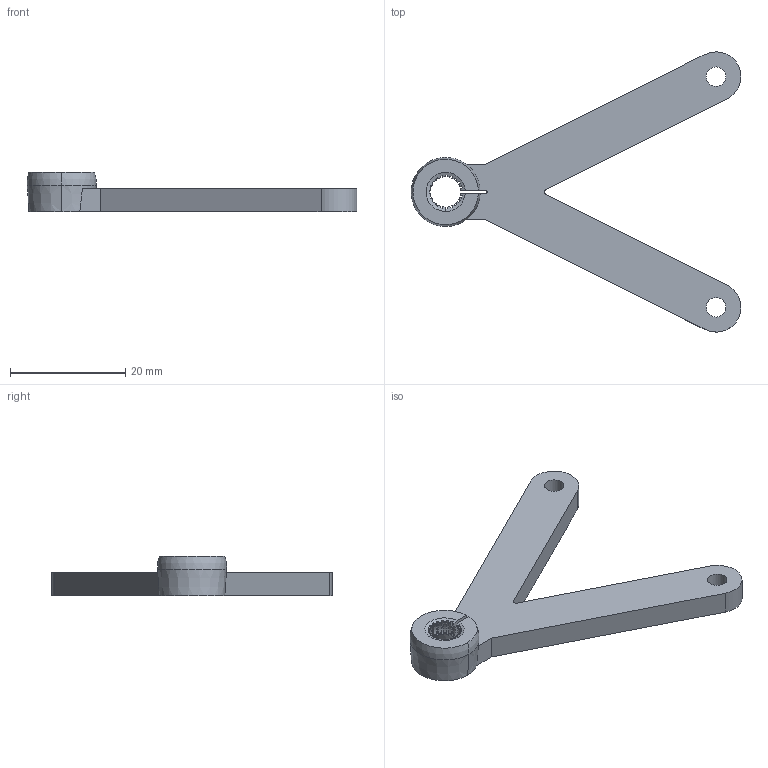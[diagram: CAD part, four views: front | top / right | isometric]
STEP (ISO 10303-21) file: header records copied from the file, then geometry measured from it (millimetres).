
FILE_DESCRIPTION(('FreeCAD Model'),'2;1');
FILE_NAME('Open CASCADE Shape Model','2023-04-23T17:41:22',(''),(''), 'Open CASCADE STEP processor 7.6','FreeCAD','Unknown');
FILE_SCHEMA(('AUTOMOTIVE_DESIGN { 1 0 10303 214 1 1 1 1 }'));
Length unit declared in the file: millimetre
Products named in the file (1): Hole067
Bounding box: 57.18 x 48.58 x 6.93 mm (x, y, z)
Volume: 3547.2 mm3; surface area: 2947.4 mm2
Topology: 1 solids, 1 shells, 153 faces, 466 edges, 313 vertices
Faces by surface type: cylinder 67, plane 56, revolution 20, cone 8, sphere 2
Full cylindrical faces by diameter (mm): 3.4 x2
Entity records: 17792 total; most frequent: CARTESIAN_POINT 9696, DIRECTION 1259, ORIENTED_EDGE 932, PCURVE 932, DEFINITIONAL_REPRESENTATION 932, B_SPLINE_CURVE_WITH_KNOTS 572, EDGE_CURVE 466, SURFACE_CURVE 462
